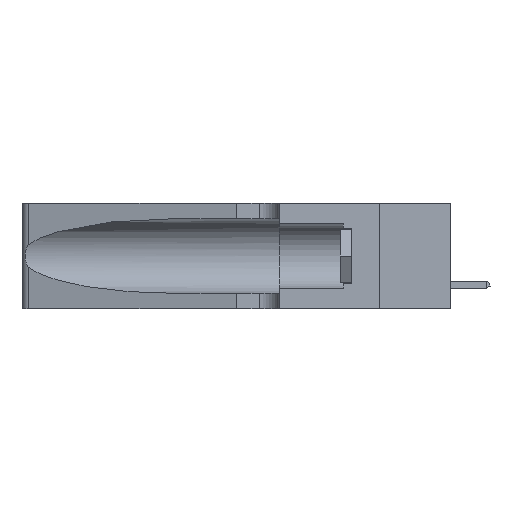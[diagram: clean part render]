
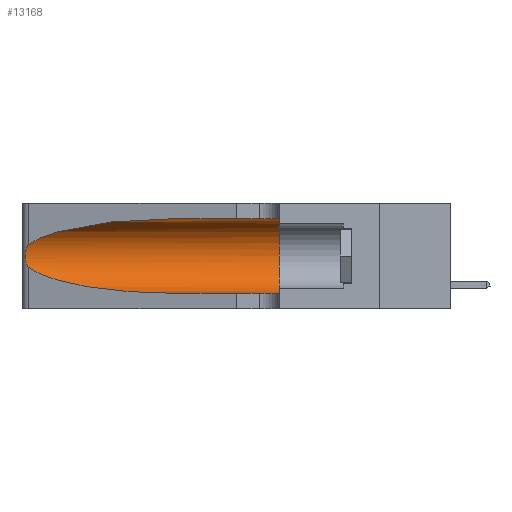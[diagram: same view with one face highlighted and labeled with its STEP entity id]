
A CAD part, left-side view. The second image highlights one B-rep face of the part: STEP entity #13168.
In plain terms, the highlighted cylindrical face has radius 3.308 mm (diameter 6.617 mm), a partial arc.
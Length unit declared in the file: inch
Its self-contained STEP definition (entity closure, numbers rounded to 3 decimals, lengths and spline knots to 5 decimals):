
#550 = CARTESIAN_POINT ( 'NONE',  ( 0.26075, 1.23896, 0.19203 ) ) ;
#762 = CARTESIAN_POINT ( 'NONE',  ( 0.25487, 1.22718, 0.22369 ) ) ;
#2505 = VECTOR ( 'NONE', #9470, 39.37008 ) ;
#2568 = CARTESIAN_POINT ( 'NONE',  ( 0.25555, 1.22994, 0.2215 ) ) ;
#2734 = CARTESIAN_POINT ( 'NONE',  ( 0.18966, 0.96281, 0.05475 ) ) ;
#2979 = CARTESIAN_POINT ( 'NONE',  ( 0.1305, 0.35, 0.185 ) ) ;
#3273 = CARTESIAN_POINT ( 'NONE',  ( 0.2373, 1.15595, 0.28018 ) ) ;
#3497 = EDGE_CURVE ( 'NONE', #12432, #8808, #25372, .T. ) ;
#4184 = CARTESIAN_POINT ( 'NONE',  ( 0.25487, 1.22718, 0.22369 ) ) ;
#4613 = AXIS2_PLACEMENT_3D ( 'NONE', #2979, #14041, #9815 ) ;
#5077 = CARTESIAN_POINT ( 'NONE',  ( 0.18966, 0.96281, 0.31525 ) ) ;
#5313 = DIRECTION ( 'NONE',  ( 0., -1., 0. ) ) ;
#5877 = CARTESIAN_POINT ( 'NONE',  ( 0.25487, 1.22718, 0.22369 ) ) ;
#6899 = CIRCLE ( 'NONE', #4613, 0.13025 ) ;
#6941 = CARTESIAN_POINT ( 'NONE',  ( 0.26017, 1.23833, 0.17102 ) ) ;
#7228 = CARTESIAN_POINT ( 'NONE',  ( 0.25487, 1.22718, 0.14631 ) ) ;
#8777 = EDGE_LOOP ( 'NONE', ( #15287, #11454, #16971, #23509, #9970, #9334 ) ) ;
#8808 = VERTEX_POINT ( 'NONE', #17198 ) ;
#8911 = EDGE_CURVE ( 'NONE', #18744, #26344, #25722, .T. ) ;
#9334 = ORIENTED_EDGE ( 'NONE', *, *, #26706, .F. ) ;
#9470 = DIRECTION ( 'NONE',  ( 0., -1., 0. ) ) ;
#9516 = CARTESIAN_POINT ( 'NONE',  ( 0.26075, 1.23896, 0.178 ) ) ;
#9809 = CARTESIAN_POINT ( 'NONE',  ( 0.1305, 1.61858, 0.31525 ) ) ;
#9815 = DIRECTION ( 'NONE',  ( 0., 0., 1. ) ) ;
#9970 = ORIENTED_EDGE ( 'NONE', *, *, #13680, .F. ) ;
#10828 = CARTESIAN_POINT ( 'NONE',  ( 0.25487, 1.22718, 0.14631 ) ) ;
#11454 = ORIENTED_EDGE ( 'NONE', *, *, #20184, .T. ) ;
#11534 = CARTESIAN_POINT ( 'NONE',  ( 0.25787, 1.23484, 0.2124 ) ) ;
#12432 = VERTEX_POINT ( 'NONE', #19498 ) ;
#13168 = ADVANCED_FACE ( 'NONE', ( #19109 ), #22488, .F. ) ;
#13680 = EDGE_CURVE ( 'NONE', #15759, #19342, #6899, .T. ) ;
#14041 = DIRECTION ( 'NONE',  ( 0., 1., 0. ) ) ;
#14051 = CARTESIAN_POINT ( 'NONE',  ( 0.1305, 0.72297, 0.31525 ) ) ;
#15266 = B_SPLINE_CURVE_WITH_KNOTS ( 'NONE', 3,
 ( #4184, #2568, #20009, #11534, #26647, #24351, #550, #9516, #6941, #17822, #26753, #24722, #26452, #7228 ),
 .UNSPECIFIED., .F., .F.,
 ( 4, 2, 2, 2, 2, 2, 4 ),
 ( 0., 0.00027, 0.00053, 0.00107, 0.0016, 0.00187, 0.00214 ),
 .UNSPECIFIED. ) ;
#15287 = ORIENTED_EDGE ( 'NONE', *, *, #8911, .T. ) ;
#15759 = VERTEX_POINT ( 'NONE', #26958 ) ;
#15948 = CARTESIAN_POINT ( 'NONE',  ( 0.1305, 1.61858, 0.05475 ) ) ;
#16171 = CARTESIAN_POINT ( 'NONE',  ( 0.1305, 1.61858, 0.185 ) ) ;
#16971 = ORIENTED_EDGE ( 'NONE', *, *, #3497, .T. ) ;
#17198 = CARTESIAN_POINT ( 'NONE',  ( 0.1305, 0.72297, 0.05475 ) ) ;
#17822 = CARTESIAN_POINT ( 'NONE',  ( 0.25856, 1.23593, 0.16098 ) ) ;
#18511 = DIRECTION ( 'NONE',  ( 0., -1., 0. ) ) ;
#18744 = VERTEX_POINT ( 'NONE', #23717 ) ;
#19109 = FACE_OUTER_BOUND ( 'NONE', #8777, .T. ) ;
#19342 = VERTEX_POINT ( 'NONE', #27743 ) ;
#19498 = CARTESIAN_POINT ( 'NONE',  ( 0.25487, 1.22718, 0.14631 ) ) ;
#20009 = CARTESIAN_POINT ( 'NONE',  ( 0.25639, 1.23184, 0.21858 ) ) ;
#20175 = CARTESIAN_POINT ( 'NONE',  ( 0.1305, 0.72297, 0.05475 ) ) ;
#20184 = EDGE_CURVE ( 'NONE', #26344, #12432, #15266, .T. ) ;
#20275 = CARTESIAN_POINT ( 'NONE',  ( 0.2373, 1.15595, 0.08982 ) ) ;
#20473 = DIRECTION ( 'NONE',  ( 0., 0., -1. ) ) ;
#22265 = LINE ( 'NONE', #15948, #2505 ) ;
#22488 = CYLINDRICAL_SURFACE ( 'NONE', #27065, 0.13025 ) ;
#23509 = ORIENTED_EDGE ( 'NONE', *, *, #27349, .T. ) ;
#23717 = CARTESIAN_POINT ( 'NONE',  ( 0.1305, 0.72297, 0.31525 ) ) ;
#24351 = CARTESIAN_POINT ( 'NONE',  ( 0.26018, 1.23835, 0.19895 ) ) ;
#24722 = CARTESIAN_POINT ( 'NONE',  ( 0.25639, 1.23186, 0.15144 ) ) ;
#25015 = LINE ( 'NONE', #9809, #27083 ) ;
#25372 =( BOUNDED_CURVE ( )  B_SPLINE_CURVE ( 3, ( #10828, #20275, #2734, #20175 ),
 .UNSPECIFIED., .F., .T. ) 
 B_SPLINE_CURVE_WITH_KNOTS ( ( 4, 4 ),
 ( 3.44316, 4.71239 ),
 .UNSPECIFIED. ) 
 CURVE ( )  GEOMETRIC_REPRESENTATION_ITEM ( )  RATIONAL_B_SPLINE_CURVE ( ( 1., 0.87, 0.87, 1. ) ) 
 REPRESENTATION_ITEM ( '' )  );
#25722 =( BOUNDED_CURVE ( )  B_SPLINE_CURVE ( 3, ( #14051, #5077, #3273, #762 ),
 .UNSPECIFIED., .F., .T. ) 
 B_SPLINE_CURVE_WITH_KNOTS ( ( 4, 4 ),
 ( 1.5708, 2.84003 ),
 .UNSPECIFIED. ) 
 CURVE ( )  GEOMETRIC_REPRESENTATION_ITEM ( )  RATIONAL_B_SPLINE_CURVE ( ( 1., 0.87, 0.87, 1. ) ) 
 REPRESENTATION_ITEM ( '' )  );
#26344 = VERTEX_POINT ( 'NONE', #5877 ) ;
#26452 = CARTESIAN_POINT ( 'NONE',  ( 0.25555, 1.22993, 0.14849 ) ) ;
#26647 = CARTESIAN_POINT ( 'NONE',  ( 0.25854, 1.2359, 0.20912 ) ) ;
#26706 = EDGE_CURVE ( 'NONE', #18744, #15759, #25015, .T. ) ;
#26753 = CARTESIAN_POINT ( 'NONE',  ( 0.25789, 1.23486, 0.15765 ) ) ;
#26958 = CARTESIAN_POINT ( 'NONE',  ( 0.1305, 0.35, 0.31525 ) ) ;
#27065 = AXIS2_PLACEMENT_3D ( 'NONE', #16171, #5313, #20473 ) ;
#27083 = VECTOR ( 'NONE', #18511, 39.37008 ) ;
#27349 = EDGE_CURVE ( 'NONE', #8808, #19342, #22265, .T. ) ;
#27743 = CARTESIAN_POINT ( 'NONE',  ( 0.1305, 0.35, 0.05475 ) ) ;
